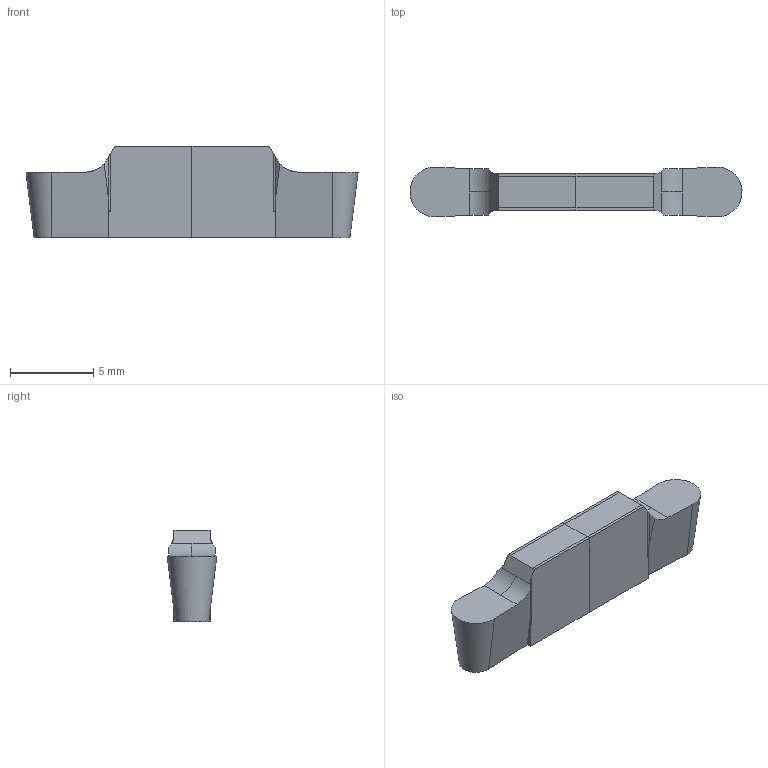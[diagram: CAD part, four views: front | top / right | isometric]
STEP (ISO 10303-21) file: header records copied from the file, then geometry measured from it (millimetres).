
FILE_DESCRIPTION(('CATIA V5 STEP'),'2;1');
FILE_NAME('STEPL-TDT_3.00E-1.50.stp','2011-08-10T07:47:15+00:00',('none'),('none'),'CATIA Version 5 Release 19 SP 7 (IN-10)','CATIA V5 STEP AP203 Edition 2','none');
FILE_SCHEMA(('AP203_CONFIGURATION_CONTROLLED_3D_DESIGN_OF_MECHANICAL_PARTS_AND_ASSEMBLIES_MIM_LF { 1 0 10303 403 2 1 2}'));
Length unit declared in the file: millimetre
Products named in the file (1): TDT 3.00E-1.50
Bounding box: 19.98 x 2.99 x 5.52 mm (x, y, z)
Volume: 209.5 mm3; surface area: 291.3 mm2
Topology: 1 solids, 1 shells, 52 faces, 157 edges, 107 vertices
Faces by surface type: plane 30, cylinder 12, bspline 10
Entity records: 2459 total; most frequent: CARTESIAN_POINT 1257, ORIENTED_EDGE 314, EDGE_CURVE 157, DIRECTION 133, VERTEX_POINT 107, B_SPLINE_CURVE_WITH_KNOTS 92, VECTOR 63, LINE 63
